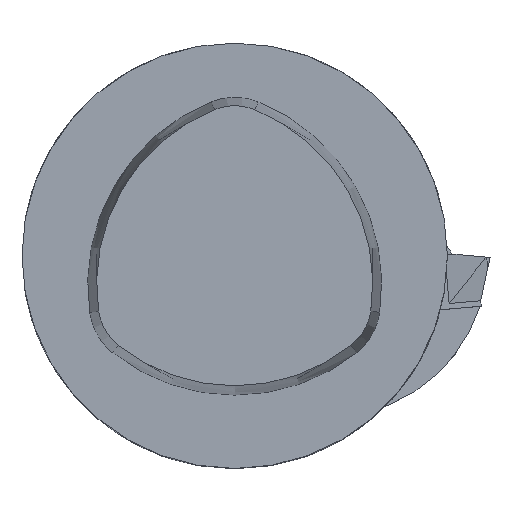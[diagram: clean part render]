
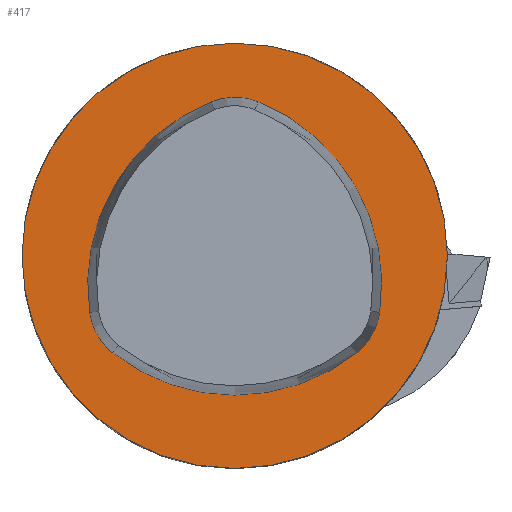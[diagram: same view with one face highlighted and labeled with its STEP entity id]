
A CAD part, top view. The second image highlights one B-rep face of the part: STEP entity #417.
In plain terms, the highlighted planar face has unit normal (0, 0, 1).
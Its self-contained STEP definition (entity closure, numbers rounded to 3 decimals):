
#417=ADVANCED_FACE('',(#562),#494,.T.);
#494=PLANE('',#1568);
#562=FACE_OUTER_BOUND('',#641,.T.);
#641=EDGE_LOOP('',(#770));
#770=ORIENTED_EDGE('',*,*,#1300,.F.);
#1152=VERTEX_POINT('',#2187);
#1300=EDGE_CURVE('',#1152,#1152,#1489,.T.);
#1489=CIRCLE('',#1567,20.);
#1567=AXIS2_PLACEMENT_3D('',#2186,#1763,#1764);
#1568=AXIS2_PLACEMENT_3D('',#2188,#1765,#1766);
#1763=DIRECTION('',(0.,0.,-1.));
#1764=DIRECTION('',(-1.,0.,0.));
#1765=DIRECTION('',(0.,0.,1.));
#1766=DIRECTION('',(1.,0.,0.));
#2186=CARTESIAN_POINT('',(0.,0.,0.));
#2187=CARTESIAN_POINT('',(-20.,0.,0.));
#2188=CARTESIAN_POINT('',(0.,0.,0.));
